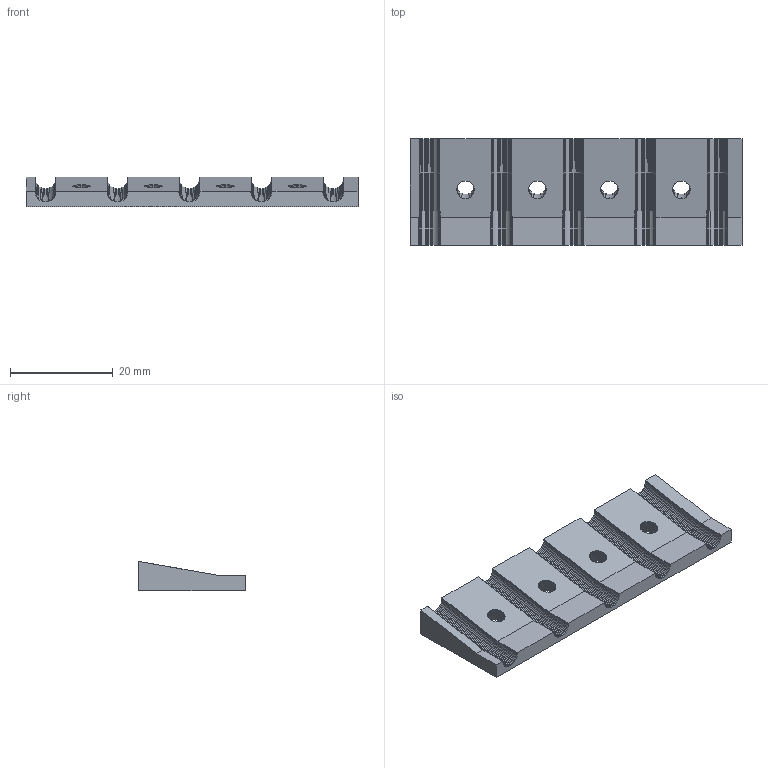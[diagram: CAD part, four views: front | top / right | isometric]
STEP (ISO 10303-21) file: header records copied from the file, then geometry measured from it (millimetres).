
FILE_DESCRIPTION(('FreeCAD Model'),'2;1');
FILE_NAME('mmu2-rear-PTFE-holder_no_text.step','2018-08-29T16:33:45',('Author'),(''), 'Open CASCADE STEP processor 6.8','FreeCAD','Unknown');
FILE_SCHEMA(('AUTOMOTIVE_DESIGN { 1 0 10303 214 1 1 1 1 }'));
Length unit declared in the file: millimetre
Products named in the file (1): difference002
Bounding box: 64.6 x 20.8 x 5.7 mm (x, y, z)
Volume: 4299.4 mm3; surface area: 3820.4 mm2
Topology: 1 solids, 1 shells, 702 faces, 2075 edges, 1380 vertices
Faces by surface type: plane 702
Entity records: 22956 total; most frequent: CARTESIAN_POINT 4158, ORIENTED_EDGE 4150, DIRECTION 3481, EDGE_CURVE 2075, LINE 2075, VECTOR 2075, VERTEX_POINT 1380, FACE_BOUND 715
